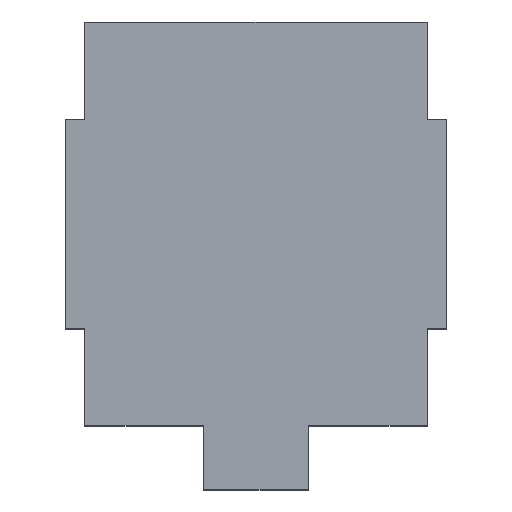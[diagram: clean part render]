
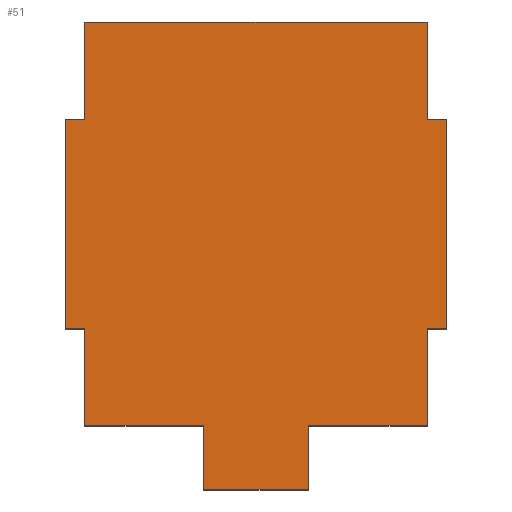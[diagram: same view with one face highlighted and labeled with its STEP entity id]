
A CAD part, top view. The second image highlights one B-rep face of the part: STEP entity #51.
In plain terms, the highlighted planar face has unit normal (0, 0, 1).
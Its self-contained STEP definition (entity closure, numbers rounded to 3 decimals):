
#51=ADVANCED_FACE('',(#87),#69,.T.);
#69=PLANE('',#396);
#87=FACE_OUTER_BOUND('',#105,.T.);
#105=EDGE_LOOP('',(#186,#187,#188,#189,#190,#191,#192,#193,#194,#195,#196,
#197,#198,#199,#200,#201));
#186=ORIENTED_EDGE('',*,*,#281,.T.);
#187=ORIENTED_EDGE('',*,*,#279,.T.);
#188=ORIENTED_EDGE('',*,*,#277,.T.);
#189=ORIENTED_EDGE('',*,*,#275,.T.);
#190=ORIENTED_EDGE('',*,*,#273,.T.);
#191=ORIENTED_EDGE('',*,*,#271,.T.);
#192=ORIENTED_EDGE('',*,*,#269,.T.);
#193=ORIENTED_EDGE('',*,*,#267,.T.);
#194=ORIENTED_EDGE('',*,*,#265,.T.);
#195=ORIENTED_EDGE('',*,*,#263,.T.);
#196=ORIENTED_EDGE('',*,*,#261,.T.);
#197=ORIENTED_EDGE('',*,*,#259,.T.);
#198=ORIENTED_EDGE('',*,*,#257,.T.);
#199=ORIENTED_EDGE('',*,*,#255,.T.);
#200=ORIENTED_EDGE('',*,*,#253,.T.);
#201=ORIENTED_EDGE('',*,*,#251,.T.);
#218=VERTEX_POINT('',#518);
#219=VERTEX_POINT('',#520);
#220=VERTEX_POINT('',#524);
#221=VERTEX_POINT('',#528);
#222=VERTEX_POINT('',#532);
#223=VERTEX_POINT('',#536);
#224=VERTEX_POINT('',#540);
#225=VERTEX_POINT('',#544);
#226=VERTEX_POINT('',#548);
#227=VERTEX_POINT('',#552);
#228=VERTEX_POINT('',#556);
#229=VERTEX_POINT('',#560);
#230=VERTEX_POINT('',#564);
#231=VERTEX_POINT('',#568);
#232=VERTEX_POINT('',#572);
#233=VERTEX_POINT('',#576);
#251=EDGE_CURVE('',#219,#218,#299,.T.);
#253=EDGE_CURVE('',#220,#219,#301,.T.);
#255=EDGE_CURVE('',#221,#220,#303,.T.);
#257=EDGE_CURVE('',#222,#221,#305,.T.);
#259=EDGE_CURVE('',#223,#222,#307,.T.);
#261=EDGE_CURVE('',#224,#223,#309,.T.);
#263=EDGE_CURVE('',#225,#224,#311,.T.);
#265=EDGE_CURVE('',#226,#225,#313,.T.);
#267=EDGE_CURVE('',#227,#226,#315,.T.);
#269=EDGE_CURVE('',#228,#227,#317,.T.);
#271=EDGE_CURVE('',#229,#228,#319,.T.);
#273=EDGE_CURVE('',#230,#229,#321,.T.);
#275=EDGE_CURVE('',#231,#230,#323,.T.);
#277=EDGE_CURVE('',#232,#231,#325,.T.);
#279=EDGE_CURVE('',#233,#232,#327,.T.);
#281=EDGE_CURVE('',#218,#233,#329,.T.);
#299=LINE('',#519,#347);
#301=LINE('',#523,#349);
#303=LINE('',#527,#351);
#305=LINE('',#531,#353);
#307=LINE('',#535,#355);
#309=LINE('',#539,#357);
#311=LINE('',#543,#359);
#313=LINE('',#547,#361);
#315=LINE('',#551,#363);
#317=LINE('',#555,#365);
#319=LINE('',#559,#367);
#321=LINE('',#563,#369);
#323=LINE('',#567,#371);
#325=LINE('',#571,#373);
#327=LINE('',#575,#375);
#329=LINE('',#579,#377);
#347=VECTOR('',#418,1.);
#349=VECTOR('',#422,1.);
#351=VECTOR('',#426,1.);
#353=VECTOR('',#430,1.);
#355=VECTOR('',#434,1.);
#357=VECTOR('',#438,1.);
#359=VECTOR('',#442,1.);
#361=VECTOR('',#446,1.);
#363=VECTOR('',#450,1.);
#365=VECTOR('',#454,1.);
#367=VECTOR('',#458,1.);
#369=VECTOR('',#462,1.);
#371=VECTOR('',#466,1.);
#373=VECTOR('',#470,1.);
#375=VECTOR('',#474,1.);
#377=VECTOR('',#478,1.);
#396=AXIS2_PLACEMENT_3D('',#581,#481,#482);
#418=DIRECTION('',(1.,0.,0.));
#422=DIRECTION('',(0.,-1.,0.));
#426=DIRECTION('',(1.,0.,0.));
#430=DIRECTION('',(0.,-1.,0.));
#434=DIRECTION('',(1.,0.,0.));
#438=DIRECTION('',(0.,-1.,0.));
#442=DIRECTION('',(-1.,0.,0.));
#446=DIRECTION('',(0.,-1.,0.));
#450=DIRECTION('',(-1.,0.,0.));
#454=DIRECTION('',(0.,1.,0.));
#458=DIRECTION('',(-1.,0.,0.));
#462=DIRECTION('',(0.,1.,0.));
#466=DIRECTION('',(1.,0.,0.));
#470=DIRECTION('',(0.,1.,0.));
#474=DIRECTION('',(1.,0.,0.));
#478=DIRECTION('',(0.,1.,0.));
#481=DIRECTION('',(0.,0.,1.));
#482=DIRECTION('',(-1.,0.,0.));
#518=CARTESIAN_POINT('',(0.89,-4.51,6.23));
#519=CARTESIAN_POINT('',(-0.891,-4.51,6.23));
#520=CARTESIAN_POINT('',(-0.891,-4.51,6.23));
#523=CARTESIAN_POINT('',(-0.891,-3.43,6.23));
#524=CARTESIAN_POINT('',(-0.891,-3.43,6.23));
#527=CARTESIAN_POINT('',(-2.91,-3.43,6.23));
#528=CARTESIAN_POINT('',(-2.91,-3.43,6.23));
#531=CARTESIAN_POINT('',(-2.91,-1.78,6.23));
#532=CARTESIAN_POINT('',(-2.91,-1.78,6.23));
#535=CARTESIAN_POINT('',(-3.24,-1.78,6.23));
#536=CARTESIAN_POINT('',(-3.24,-1.78,6.23));
#539=CARTESIAN_POINT('',(-3.24,1.779,6.23));
#540=CARTESIAN_POINT('',(-3.24,1.779,6.23));
#543=CARTESIAN_POINT('',(-2.91,1.779,6.23));
#544=CARTESIAN_POINT('',(-2.91,1.779,6.23));
#547=CARTESIAN_POINT('',(-2.91,3.43,6.23));
#548=CARTESIAN_POINT('',(-2.91,3.43,6.23));
#551=CARTESIAN_POINT('',(2.91,3.43,6.23));
#552=CARTESIAN_POINT('',(2.91,3.43,6.23));
#555=CARTESIAN_POINT('',(2.91,1.779,6.23));
#556=CARTESIAN_POINT('',(2.91,1.779,6.23));
#559=CARTESIAN_POINT('',(3.24,1.779,6.23));
#560=CARTESIAN_POINT('',(3.24,1.779,6.23));
#563=CARTESIAN_POINT('',(3.24,-1.78,6.23));
#564=CARTESIAN_POINT('',(3.24,-1.78,6.23));
#567=CARTESIAN_POINT('',(2.91,-1.78,6.23));
#568=CARTESIAN_POINT('',(2.91,-1.78,6.23));
#571=CARTESIAN_POINT('',(2.91,-3.43,6.23));
#572=CARTESIAN_POINT('',(2.91,-3.43,6.23));
#575=CARTESIAN_POINT('',(0.89,-3.43,6.23));
#576=CARTESIAN_POINT('',(0.89,-3.43,6.23));
#579=CARTESIAN_POINT('',(0.89,-4.51,6.23));
#581=CARTESIAN_POINT('',(0.,0.,6.23));
